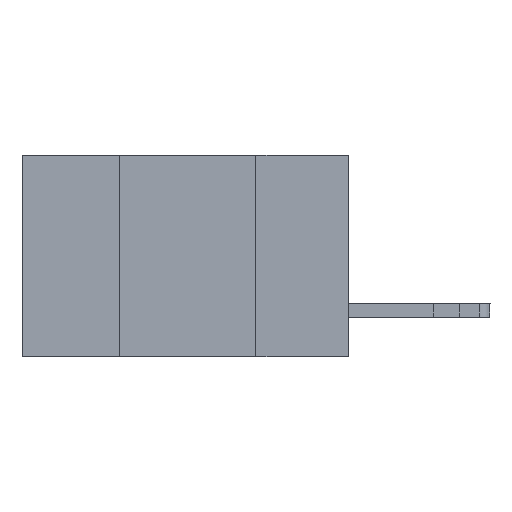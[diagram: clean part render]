
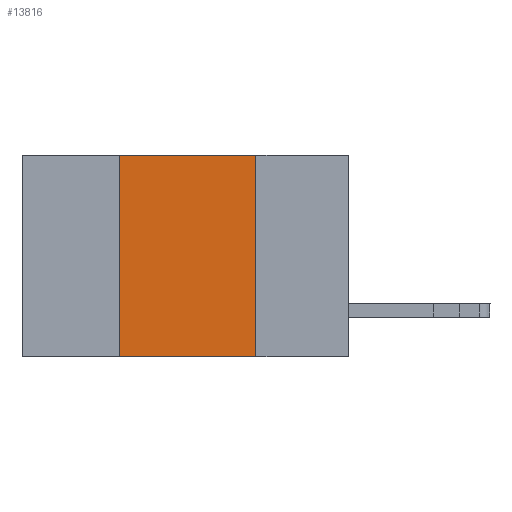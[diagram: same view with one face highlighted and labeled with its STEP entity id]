
A CAD part, left-side view. The second image highlights one B-rep face of the part: STEP entity #13816.
In plain terms, the highlighted planar face has unit normal (-1, 0, 0).
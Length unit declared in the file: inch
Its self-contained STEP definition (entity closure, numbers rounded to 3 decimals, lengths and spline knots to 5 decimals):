
#1358 = EDGE_CURVE ( 'NONE', #9806, #1677, #12651, .T. ) ;
#1677 = VERTEX_POINT ( 'NONE', #2552 ) ;
#1776 = FACE_OUTER_BOUND ( 'NONE', #6762, .T. ) ;
#1992 = VECTOR ( 'NONE', #12390, 39.37008 ) ;
#2091 = VECTOR ( 'NONE', #10565, 39.37008 ) ;
#2552 = CARTESIAN_POINT ( 'NONE',  ( 0., 0.17, -0.37 ) ) ;
#2822 = ORIENTED_EDGE ( 'NONE', *, *, #8627, .F. ) ;
#2885 = LINE ( 'NONE', #6332, #2091 ) ;
#3012 = VERTEX_POINT ( 'NONE', #8329 ) ;
#3778 = CARTESIAN_POINT ( 'NONE',  ( 0., 0.42, -0.37 ) ) ;
#4897 = EDGE_CURVE ( 'NONE', #12513, #3012, #2885, .T. ) ;
#6164 = PLANE ( 'NONE',  #9035 ) ;
#6332 = CARTESIAN_POINT ( 'NONE',  ( 0., 0.6, 0. ) ) ;
#6762 = EDGE_LOOP ( 'NONE', ( #6954, #13551, #2822, #7679 ) ) ;
#6954 = ORIENTED_EDGE ( 'NONE', *, *, #9148, .F. ) ;
#7114 = DIRECTION ( 'NONE',  ( 0., 0., 1. ) ) ;
#7679 = ORIENTED_EDGE ( 'NONE', *, *, #1358, .T. ) ;
#8020 = CARTESIAN_POINT ( 'NONE',  ( 0., 0.6, 0. ) ) ;
#8034 = VECTOR ( 'NONE', #7114, 39.37008 ) ;
#8276 = DIRECTION ( 'NONE',  ( 0., 0., -1. ) ) ;
#8329 = CARTESIAN_POINT ( 'NONE',  ( 0., 0.17, 0. ) ) ;
#8481 = LINE ( 'NONE', #12647, #12385 ) ;
#8627 = EDGE_CURVE ( 'NONE', #9806, #12513, #8993, .T. ) ;
#8993 = LINE ( 'NONE', #3778, #8034 ) ;
#9035 = AXIS2_PLACEMENT_3D ( 'NONE', #8020, #10472, #12464 ) ;
#9148 = EDGE_CURVE ( 'NONE', #3012, #1677, #8481, .T. ) ;
#9258 = CARTESIAN_POINT ( 'NONE',  ( 0., 0.6, -0.37 ) ) ;
#9806 = VERTEX_POINT ( 'NONE', #13589 ) ;
#10472 = DIRECTION ( 'NONE',  ( 1., 0., 0. ) ) ;
#10565 = DIRECTION ( 'NONE',  ( 0., -1., 0. ) ) ;
#11462 = CARTESIAN_POINT ( 'NONE',  ( 0., 0.42, 0. ) ) ;
#12385 = VECTOR ( 'NONE', #8276, 39.37008 ) ;
#12390 = DIRECTION ( 'NONE',  ( 0., -1., 0. ) ) ;
#12464 = DIRECTION ( 'NONE',  ( 0., 0., -1. ) ) ;
#12513 = VERTEX_POINT ( 'NONE', #11462 ) ;
#12647 = CARTESIAN_POINT ( 'NONE',  ( 0., 0.17, -0.37 ) ) ;
#12651 = LINE ( 'NONE', #9258, #1992 ) ;
#13551 = ORIENTED_EDGE ( 'NONE', *, *, #4897, .F. ) ;
#13589 = CARTESIAN_POINT ( 'NONE',  ( 0., 0.42, -0.37 ) ) ;
#13816 = ADVANCED_FACE ( 'NONE', ( #1776 ), #6164, .F. ) ;
